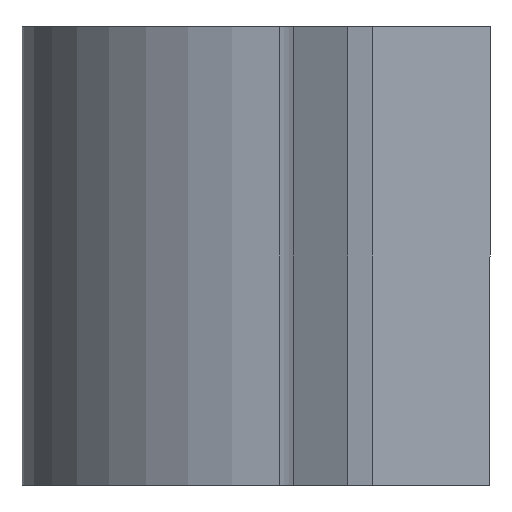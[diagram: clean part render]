
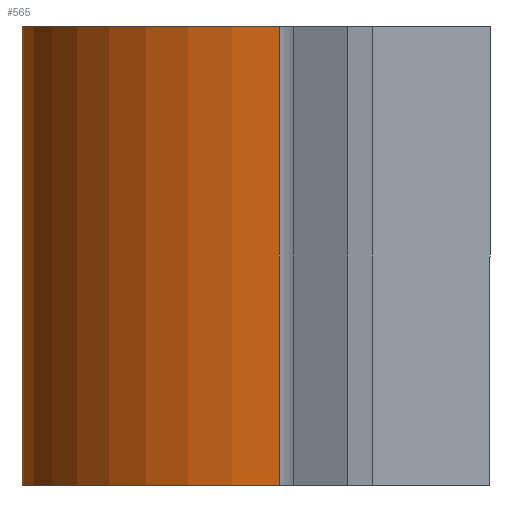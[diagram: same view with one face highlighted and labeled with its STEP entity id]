
A CAD part, left-side view. The second image highlights one B-rep face of the part: STEP entity #565.
In plain terms, the highlighted cylindrical face has radius 8.5 mm (diameter 17 mm), a partial arc.
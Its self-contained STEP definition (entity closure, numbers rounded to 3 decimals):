
#10 = DIRECTION ( 'NONE',  ( -1., 0., 0. ) ) ;
#11 = ORIENTED_EDGE ( 'NONE', *, *, #598, .F. ) ;
#104 = ORIENTED_EDGE ( 'NONE', *, *, #1066, .T. ) ;
#107 = CYLINDRICAL_SURFACE ( 'NONE', #312, 8.5 ) ;
#126 = FACE_OUTER_BOUND ( 'NONE', #753, .T. ) ;
#150 = CARTESIAN_POINT ( 'NONE',  ( -9.5, 5.8, 7. ) ) ;
#172 = VERTEX_POINT ( 'NONE', #660 ) ;
#178 = VECTOR ( 'NONE', #251, 1000. ) ;
#188 = DIRECTION ( 'NONE',  ( 0., 0., 1. ) ) ;
#251 = DIRECTION ( 'NONE',  ( 0., 0., -1. ) ) ;
#265 = DIRECTION ( 'NONE',  ( 1., 0., 0. ) ) ;
#281 = CARTESIAN_POINT ( 'NONE',  ( -18., 5.8, 7. ) ) ;
#311 = CARTESIAN_POINT ( 'NONE',  ( -26.476, 6.441, -7. ) ) ;
#312 = AXIS2_PLACEMENT_3D ( 'NONE', #866, #1150, #10 ) ;
#315 = DIRECTION ( 'NONE',  ( 0., 0., -1. ) ) ;
#352 = VERTEX_POINT ( 'NONE', #311 ) ;
#388 = CARTESIAN_POINT ( 'NONE',  ( -18., 5.8, -7. ) ) ;
#496 = EDGE_CURVE ( 'NONE', #596, #563, #1055, .T. ) ;
#563 = VERTEX_POINT ( 'NONE', #677 ) ;
#565 = ADVANCED_FACE ( 'NONE', ( #126 ), #107, .T. ) ;
#596 = VERTEX_POINT ( 'NONE', #769 ) ;
#598 = EDGE_CURVE ( 'NONE', #563, #352, #1145, .T. ) ;
#608 = AXIS2_PLACEMENT_3D ( 'NONE', #281, #188, #265 ) ;
#660 = CARTESIAN_POINT ( 'NONE',  ( -9.5, 5.8, -7. ) ) ;
#677 = CARTESIAN_POINT ( 'NONE',  ( -26.476, 6.441, 7. ) ) ;
#725 = VECTOR ( 'NONE', #315, 1000. ) ;
#753 = EDGE_LOOP ( 'NONE', ( #104, #11, #1125, #1007 ) ) ;
#761 = DIRECTION ( 'NONE',  ( 0., 0., 1. ) ) ;
#769 = CARTESIAN_POINT ( 'NONE',  ( -9.5, 5.8, 7. ) ) ;
#818 = EDGE_CURVE ( 'NONE', #596, #172, #911, .T. ) ;
#821 = CIRCLE ( 'NONE', #966, 8.5 ) ;
#866 = CARTESIAN_POINT ( 'NONE',  ( -18., 5.8, 7. ) ) ;
#882 = CARTESIAN_POINT ( 'NONE',  ( -26.476, 6.441, 7. ) ) ;
#911 = LINE ( 'NONE', #150, #178 ) ;
#966 = AXIS2_PLACEMENT_3D ( 'NONE', #388, #761, #1054 ) ;
#1007 = ORIENTED_EDGE ( 'NONE', *, *, #818, .T. ) ;
#1054 = DIRECTION ( 'NONE',  ( 1., 0., 0. ) ) ;
#1055 = CIRCLE ( 'NONE', #608, 8.5 ) ;
#1066 = EDGE_CURVE ( 'NONE', #172, #352, #821, .T. ) ;
#1125 = ORIENTED_EDGE ( 'NONE', *, *, #496, .F. ) ;
#1145 = LINE ( 'NONE', #882, #725 ) ;
#1150 = DIRECTION ( 'NONE',  ( 0., 0., -1. ) ) ;
